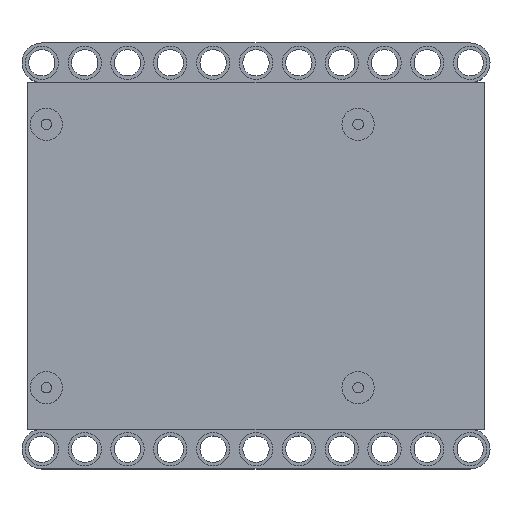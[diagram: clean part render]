
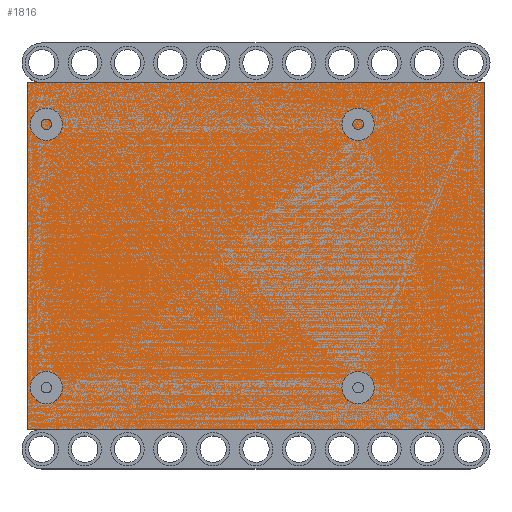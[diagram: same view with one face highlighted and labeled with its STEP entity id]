
A CAD part, top view. The second image highlights one B-rep face of the part: STEP entity #1816.
In plain terms, the highlighted planar face has unit normal (0, 0, 1).
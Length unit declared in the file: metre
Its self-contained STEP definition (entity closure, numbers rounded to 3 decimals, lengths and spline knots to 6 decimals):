
#96=CIRCLE('',#2014,0.003);
#97=CIRCLE('',#2015,0.003);
#268=ORIENTED_EDGE('',*,*,#656,.F.);
#269=ORIENTED_EDGE('',*,*,#657,.F.);
#270=ORIENTED_EDGE('',*,*,#646,.F.);
#271=ORIENTED_EDGE('',*,*,#650,.T.);
#272=ORIENTED_EDGE('',*,*,#653,.T.);
#273=ORIENTED_EDGE('',*,*,#655,.F.);
#646=EDGE_CURVE('',#842,#843,#1022,.T.);
#650=EDGE_CURVE('',#842,#845,#1026,.T.);
#653=EDGE_CURVE('',#845,#847,#1029,.T.);
#655=EDGE_CURVE('',#843,#847,#1031,.T.);
#656=EDGE_CURVE('',#848,#848,#96,.T.);
#657=EDGE_CURVE('',#849,#849,#97,.T.);
#842=VERTEX_POINT('',#2984);
#843=VERTEX_POINT('',#2986);
#845=VERTEX_POINT('',#2992);
#847=VERTEX_POINT('',#2998);
#848=VERTEX_POINT('',#3005);
#849=VERTEX_POINT('',#3007);
#1022=LINE('',#2985,#1062);
#1026=LINE('',#2993,#1066);
#1029=LINE('',#2999,#1069);
#1031=LINE('',#3002,#1071);
#1062=VECTOR('',#2324,1.);
#1066=VECTOR('',#2330,1.);
#1069=VECTOR('',#2335,1.);
#1071=VECTOR('',#2339,1.);
#1104=EDGE_LOOP('',(#268));
#1105=EDGE_LOOP('',(#269));
#1106=EDGE_LOOP('',(#270,#271,#272,#273));
#1424=FACE_BOUND('',#1104,.T.);
#1425=FACE_BOUND('',#1105,.T.);
#1426=FACE_BOUND('',#1106,.T.);
#1744=PLANE('',#2013);
#1816=ADVANCED_FACE('',(#1424,#1425,#1426),#1744,.T.);
#2013=AXIS2_PLACEMENT_3D('',#3003,#2340,#2341);
#2014=AXIS2_PLACEMENT_3D('',#3004,#2342,#2343);
#2015=AXIS2_PLACEMENT_3D('',#3006,#2344,#2345);
#2324=DIRECTION('',(-1.,0.,0.));
#2330=DIRECTION('',(0.,1.,0.));
#2335=DIRECTION('',(-1.,0.,0.));
#2339=DIRECTION('',(0.,1.,0.));
#2340=DIRECTION('',(0.,0.,1.));
#2341=DIRECTION('',(1.,0.,0.));
#2342=DIRECTION('',(0.,0.,1.));
#2343=DIRECTION('',(1.,0.,0.));
#2344=DIRECTION('',(0.,0.,1.));
#2345=DIRECTION('',(1.,0.,0.));
#2984=CARTESIAN_POINT('',(0.0425,-0.0323,0.002));
#2985=CARTESIAN_POINT('',(0.,-0.0323,0.002));
#2986=CARTESIAN_POINT('',(-0.0425,-0.0323,0.002));
#2992=CARTESIAN_POINT('',(0.0425,0.0323,0.002));
#2993=CARTESIAN_POINT('',(0.0425,0.,0.002));
#2998=CARTESIAN_POINT('',(-0.0425,0.0323,0.002));
#2999=CARTESIAN_POINT('',(0.,0.0323,0.002));
#3002=CARTESIAN_POINT('',(-0.0425,0.,0.002));
#3003=CARTESIAN_POINT('',(0.,0.,0.002));
#3004=CARTESIAN_POINT('',(-0.039,-0.0245,0.002));
#3005=CARTESIAN_POINT('',(-0.036,-0.0245,0.002));
#3006=CARTESIAN_POINT('',(0.019,-0.0245,0.002));
#3007=CARTESIAN_POINT('',(0.022,-0.0245,0.002));
